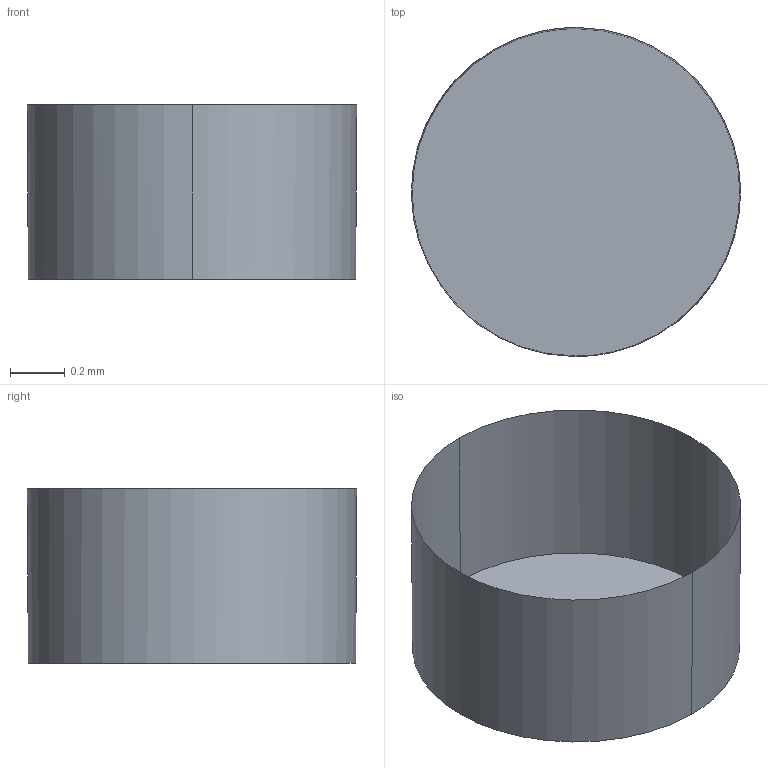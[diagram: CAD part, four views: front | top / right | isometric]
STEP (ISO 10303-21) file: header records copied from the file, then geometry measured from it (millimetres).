
FILE_DESCRIPTION(('FreeCAD Model'),'2;1');
FILE_NAME('Bloque 011.stp','2016-01-27T22:41:24',('FreeCAD'),('FreeCAD'), 'Open CASCADE STEP processor 6.8','FreeCAD','Unknown');
FILE_SCHEMA(('AUTOMOTIVE_DESIGN_CC2 { 1 2 10303 214 -1 1 5 4 }'));
Length unit declared in the file: millimetre
Products named in the file (1): Open CASCADE STEP translator 6.8 413
Bounding box: 1.2 x 1.2 x 0.64 mm (x, y, z)
Surface area: 3.5 mm2 (no closed solid volume)
Topology: 0 solids, 1 shells, 3 faces, 6 edges, 4 vertices
Faces by surface type: bspline 2, plane 1
Entity records: 346 total; most frequent: CARTESIAN_POINT 260, ORIENTED_EDGE 10, PCURVE 10, DEFINITIONAL_REPRESENTATION 10, B_SPLINE_CURVE_WITH_KNOTS 10, EDGE_CURVE 6, SURFACE_CURVE 6, DIRECTION 4
